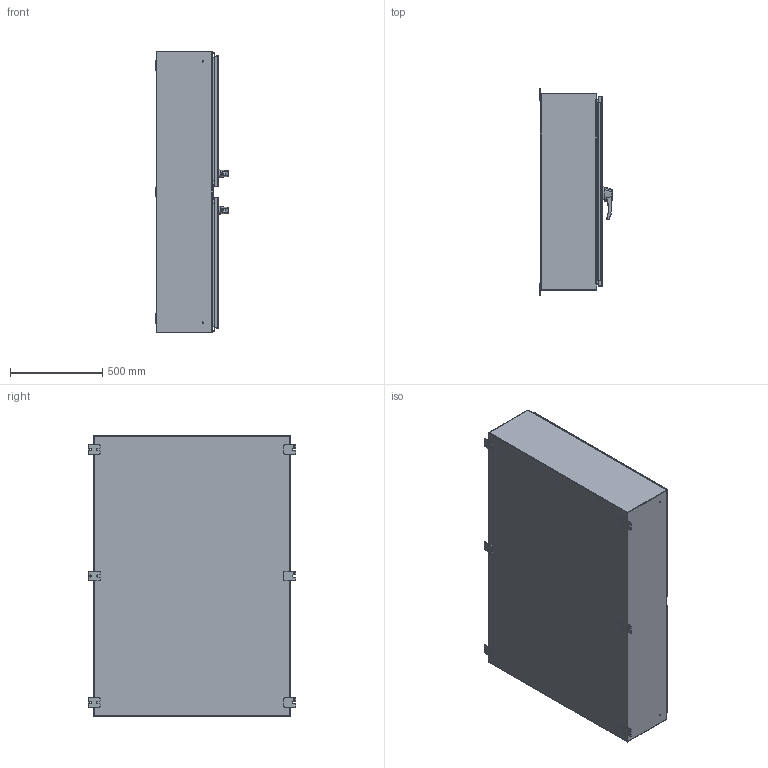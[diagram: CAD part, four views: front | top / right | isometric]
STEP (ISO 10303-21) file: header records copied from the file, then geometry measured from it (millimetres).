
FILE_DESCRIPTION (( 'STEP AP214' ), '1' );
FILE_NAME ('HN4WM426012S16.STEP', '2019-08-27T16:56:45', ( '' ), ( '' ), 'SwSTEP 2.0', 'SolidWorks 2018', '' );
FILE_SCHEMA (( 'AUTOMOTIVE_DESIGN' ));
Length unit declared in the file: inch
Products named in the file (1): HN4WM426012S16
Bounding box: 391.8 x 1123.95 x 1524 mm (x, y, z)
Volume: 18694521.5 mm3; surface area: 14579765.8 mm2
Topology: 116 solids, 118 shells, 3116 faces, 8019 edges, 5191 vertices
Faces by surface type: plane 1468, cylinder 1359, cone 145, bspline 144
Entity records: 148873 total; most frequent: CARTESIAN_POINT 30607, ORIENTED_EDGE 16010, DIRECTION 15916, EDGE_CURVE 8005, AXIS2_PLACEMENT_3D 5760, VERTEX_POINT 5191, VECTOR 4396, LINE 4396
